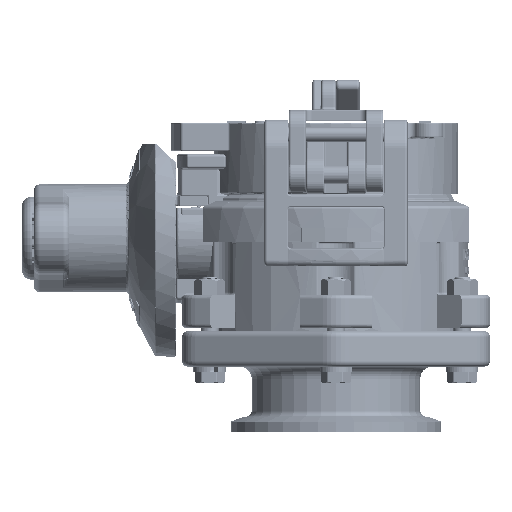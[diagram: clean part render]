
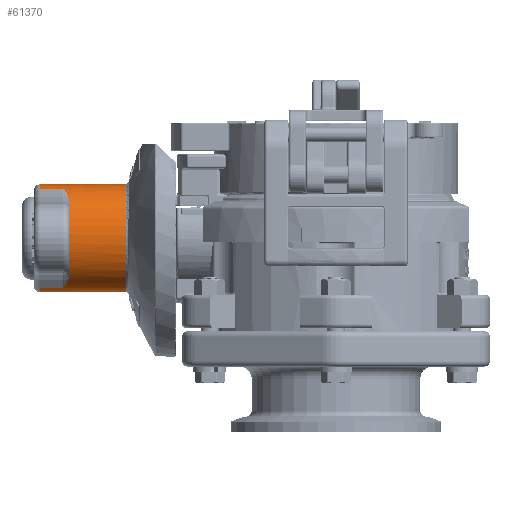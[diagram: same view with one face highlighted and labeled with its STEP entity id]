
A CAD part, left-side view. The second image highlights one B-rep face of the part: STEP entity #61370.
In plain terms, the highlighted cylindrical face has radius 28.892 mm (diameter 57.785 mm), a full revolution.
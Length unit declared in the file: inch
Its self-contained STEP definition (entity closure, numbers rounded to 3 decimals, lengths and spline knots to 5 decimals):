
#1778=B_SPLINE_CURVE_WITH_KNOTS($,3,(#157691,#157692,#157693,#157694,#157695,
#157696,#157697,#157698),.UNSPECIFIED.,.F.,.F.,(4,2,2,4),(-0.00217,
0.,0.78504,1.41358),.UNSPECIFIED.);
#1779=B_SPLINE_CURVE_WITH_KNOTS($,3,(#157702,#157703,#157704,#157705,#157706,
#157707,#157708,#157709,#157710,#157711,#157712,#157713),.UNSPECIFIED.,
 .F.,.F.,(4,2,2,2,2,4),(0.,0.20775,0.3582,0.46969,
0.55877,0.56399),.UNSPECIFIED.);
#1780=B_SPLINE_CURVE_WITH_KNOTS($,3,(#157721,#157722,#157723,#157724,#157725,
#157726,#157727,#157728,#157729,#157730,#157731,#157732),.UNSPECIFIED.,
 .F.,.F.,(4,2,2,2,2,4),(1.67381,1.72929,1.81458,
1.92063,2.05832,2.20001),.UNSPECIFIED.);
#1781=B_SPLINE_CURVE_WITH_KNOTS($,3,(#157736,#157737,#157738,#157739,#157740,
#157741,#157742,#157743),.UNSPECIFIED.,.F.,.F.,(4,2,2,4),(3.71995,
4.17851,4.75124,4.75283),.UNSPECIFIED.);
#4607=FACE_BOUND($,#11298,.T.);
#5377=CYLINDRICAL_SURFACE($,#66386,1.1375);
#7351=FACE_OUTER_BOUND($,#11297,.T.);
#11297=EDGE_LOOP($,(#47855,#47856,#47857,#47858,#47859,#47860,#47861,#47862,
#47863,#47864,#47865,#47866));
#11298=EDGE_LOOP($,(#47867));
#15245=CIRCLE($,#66385,1.1375);
#15246=CIRCLE($,#66387,1.1375);
#15247=CIRCLE($,#66388,1.1375);
#15248=CIRCLE($,#66389,1.1375);
#15249=CIRCLE($,#66390,1.1375);
#17619=LINE($,#157689,#21896);
#17620=LINE($,#157715,#21897);
#17621=LINE($,#157719,#21898);
#17622=LINE($,#157744,#21899);
#21896=VECTOR($,#76090,0.5);
#21897=VECTOR($,#76093,0.3);
#21898=VECTOR($,#76096,0.3);
#21899=VECTOR($,#76099,0.5);
#27421=VERTEX_POINT($,#157682);
#27422=VERTEX_POINT($,#157685);
#27423=VERTEX_POINT($,#157686);
#27424=VERTEX_POINT($,#157688);
#27425=VERTEX_POINT($,#157690);
#27426=VERTEX_POINT($,#157699);
#27427=VERTEX_POINT($,#157701);
#27428=VERTEX_POINT($,#157714);
#27429=VERTEX_POINT($,#157716);
#27430=VERTEX_POINT($,#157718);
#27431=VERTEX_POINT($,#157720);
#27432=VERTEX_POINT($,#157733);
#27433=VERTEX_POINT($,#157735);
#34735=EDGE_CURVE($,#27421,#27421,#15245,.T.);
#34736=EDGE_CURVE($,#27422,#27423,#15246,.T.);
#34737=EDGE_CURVE($,#27424,#27422,#17619,.T.);
#34738=EDGE_CURVE($,#27425,#27424,#1778,.F.);
#34739=EDGE_CURVE($,#27426,#27425,#15247,.T.);
#34740=EDGE_CURVE($,#27427,#27426,#1779,.F.);
#34741=EDGE_CURVE($,#27427,#27428,#17620,.T.);
#34742=EDGE_CURVE($,#27429,#27428,#15248,.T.);
#34743=EDGE_CURVE($,#27430,#27429,#17621,.T.);
#34744=EDGE_CURVE($,#27431,#27430,#1780,.F.);
#34745=EDGE_CURVE($,#27432,#27431,#15249,.T.);
#34746=EDGE_CURVE($,#27433,#27432,#1781,.F.);
#34747=EDGE_CURVE($,#27433,#27423,#17622,.T.);
#47855=ORIENTED_EDGE($,*,*,#34736,.F.);
#47856=ORIENTED_EDGE($,*,*,#34737,.F.);
#47857=ORIENTED_EDGE($,*,*,#34738,.F.);
#47858=ORIENTED_EDGE($,*,*,#34739,.F.);
#47859=ORIENTED_EDGE($,*,*,#34740,.F.);
#47860=ORIENTED_EDGE($,*,*,#34741,.T.);
#47861=ORIENTED_EDGE($,*,*,#34742,.F.);
#47862=ORIENTED_EDGE($,*,*,#34743,.F.);
#47863=ORIENTED_EDGE($,*,*,#34744,.F.);
#47864=ORIENTED_EDGE($,*,*,#34745,.F.);
#47865=ORIENTED_EDGE($,*,*,#34746,.F.);
#47866=ORIENTED_EDGE($,*,*,#34747,.T.);
#47867=ORIENTED_EDGE($,*,*,#34735,.F.);
#61370=ADVANCED_FACE($,(#7351,#4607),#5377,.T.);
#66385=AXIS2_PLACEMENT_3D($,#157683,#76084,#76085);
#66386=AXIS2_PLACEMENT_3D($,#157684,#76086,#76087);
#66387=AXIS2_PLACEMENT_3D($,#157687,#76088,#76089);
#66388=AXIS2_PLACEMENT_3D($,#157700,#76091,#76092);
#66389=AXIS2_PLACEMENT_3D($,#157717,#76094,#76095);
#66390=AXIS2_PLACEMENT_3D($,#157734,#76097,#76098);
#76084=DIRECTION('center_axis',(0.,-1.,0.));
#76085=DIRECTION('ref_axis',(0.,0.,-1.));
#76086=DIRECTION('center_axis',(0.,1.,0.));
#76087=DIRECTION('ref_axis',(1.,0.,0.));
#76088=DIRECTION('center_axis',(0.,1.,0.));
#76089=DIRECTION('ref_axis',(0.,0.,1.));
#76090=DIRECTION($,(0.,1.,0.));
#76091=DIRECTION('center_axis',(0.,1.,0.));
#76092=DIRECTION('ref_axis',(0.,0.,1.));
#76093=DIRECTION($,(0.,1.,0.));
#76094=DIRECTION('center_axis',(0.,1.,0.));
#76095=DIRECTION('ref_axis',(0.519,0.,0.854));
#76096=DIRECTION($,(0.,1.,0.));
#76097=DIRECTION('center_axis',(0.,1.,0.));
#76098=DIRECTION('ref_axis',(0.,0.,1.));
#76099=DIRECTION($,(0.,1.,0.));
#157682=CARTESIAN_POINT('',(0.,-1.19145,1.1375));
#157683=CARTESIAN_POINT('Origin',(0.,-1.19145,0.));
#157684=CARTESIAN_POINT('Origin',(0.,0.,0.));
#157685=CARTESIAN_POINT('',(-1.04,0.625,-0.46077));
#157686=CARTESIAN_POINT('',(1.04,0.625,-0.46077));
#157687=CARTESIAN_POINT('Origin',(0.,0.625,0.));
#157688=CARTESIAN_POINT('',(-1.04,0.125,-0.46077));
#157689=CARTESIAN_POINT($,(-1.04,0.,-0.46077));
#157690=CARTESIAN_POINT('',(-0.76692,0.,-0.84008));
#157691=CARTESIAN_POINT('Ctrl Pts',(-1.04,0.125,-0.46077));
#157692=CARTESIAN_POINT('Ctrl Pts',(-1.03989,0.1249,
-0.46101));
#157693=CARTESIAN_POINT('Ctrl Pts',(-1.03978,0.1248,
-0.46125));
#157694=CARTESIAN_POINT('Ctrl Pts',(-1.00062,0.08797,
-0.54947));
#157695=CARTESIAN_POINT('Ctrl Pts',(-0.95195,0.05282,
-0.62906));
#157696=CARTESIAN_POINT('Ctrl Pts',(-0.85273,0.01,
-0.75624));
#157697=CARTESIAN_POINT('Ctrl Pts',(-0.80831,0.,
-0.8023));
#157698=CARTESIAN_POINT('Ctrl Pts',(-0.76692,0.,-0.84008));
#157699=CARTESIAN_POINT('',(-0.70485,0.,-0.8928));
#157700=CARTESIAN_POINT('Origin',(0.,0.,0.));
#157701=CARTESIAN_POINT('',(-0.59092,0.09,-0.97197));
#157702=CARTESIAN_POINT('Ctrl Pts',(-0.70485,0.,
-0.8928));
#157703=CARTESIAN_POINT('Ctrl Pts',(-0.68345,0.,
-0.90969));
#157704=CARTESIAN_POINT('Ctrl Pts',(-0.66279,0.0043,
-0.92471));
#157705=CARTESIAN_POINT('Ctrl Pts',(-0.63177,0.01911,
-0.94605));
#157706=CARTESIAN_POINT('Ctrl Pts',(-0.62057,0.02738,
-0.95336));
#157707=CARTESIAN_POINT('Ctrl Pts',(-0.60526,0.0446,
-0.96314));
#157708=CARTESIAN_POINT('Ctrl Pts',(-0.59968,0.05323,
-0.9666));
#157709=CARTESIAN_POINT('Ctrl Pts',(-0.59289,0.07107,
-0.97077));
#157710=CARTESIAN_POINT('Ctrl Pts',(-0.59112,0.07958,
-0.97184));
#157711=CARTESIAN_POINT('Ctrl Pts',(-0.59093,0.08896,
-0.97196));
#157712=CARTESIAN_POINT('Ctrl Pts',(-0.59092,0.08948,
-0.97197));
#157713=CARTESIAN_POINT('Ctrl Pts',(-0.59092,0.09,
-0.97197));
#157714=CARTESIAN_POINT('',(-0.59092,0.39,-0.97197));
#157715=CARTESIAN_POINT($,(-0.59092,0.,-0.97197));
#157716=CARTESIAN_POINT('',(0.59092,0.39,-0.97197));
#157717=CARTESIAN_POINT('Origin',(0.,0.39,0.));
#157718=CARTESIAN_POINT('',(0.59092,0.09,-0.97197));
#157719=CARTESIAN_POINT($,(0.59092,0.,-0.97197));
#157720=CARTESIAN_POINT('',(0.70485,0.,-0.8928));
#157721=CARTESIAN_POINT('Ctrl Pts',(0.59092,0.09,-0.97197));
#157722=CARTESIAN_POINT('Ctrl Pts',(0.59092,0.08434,
-0.97197));
#157723=CARTESIAN_POINT('Ctrl Pts',(0.59157,0.07867,
-0.97157));
#157724=CARTESIAN_POINT('Ctrl Pts',(0.59486,0.06453,
-0.96957));
#157725=CARTESIAN_POINT('Ctrl Pts',(0.59829,0.05651,
-0.96746));
#157726=CARTESIAN_POINT('Ctrl Pts',(0.60845,0.04016,
-0.96111));
#157727=CARTESIAN_POINT('Ctrl Pts',(0.61563,0.03245,
-0.95655));
#157728=CARTESIAN_POINT('Ctrl Pts',(0.63392,0.01784,
-0.94456));
#157729=CARTESIAN_POINT('Ctrl Pts',(0.64638,0.01119,
-0.93616));
#157730=CARTESIAN_POINT('Ctrl Pts',(0.67518,0.002,
-0.91562));
#157731=CARTESIAN_POINT('Ctrl Pts',(0.69026,0.,
-0.90432));
#157732=CARTESIAN_POINT('Ctrl Pts',(0.70485,0.,-0.8928));
#157733=CARTESIAN_POINT('',(0.76692,0.,-0.84008));
#157734=CARTESIAN_POINT('Origin',(0.,0.,0.));
#157735=CARTESIAN_POINT('',(1.04,0.125,-0.46077));
#157736=CARTESIAN_POINT('Ctrl Pts',(0.76692,0.,
-0.84008));
#157737=CARTESIAN_POINT('Ctrl Pts',(0.80831,0.,
-0.8023));
#157738=CARTESIAN_POINT('Ctrl Pts',(0.85273,0.01,
-0.75624));
#157739=CARTESIAN_POINT('Ctrl Pts',(0.95195,0.05282,
-0.62906));
#157740=CARTESIAN_POINT('Ctrl Pts',(1.00062,0.08797,
-0.54947));
#157741=CARTESIAN_POINT('Ctrl Pts',(1.03978,0.1248,-0.46125));
#157742=CARTESIAN_POINT('Ctrl Pts',(1.03989,0.1249,
-0.46101));
#157743=CARTESIAN_POINT('Ctrl Pts',(1.04,0.125,-0.46077));
#157744=CARTESIAN_POINT($,(1.04,0.,-0.46077));
